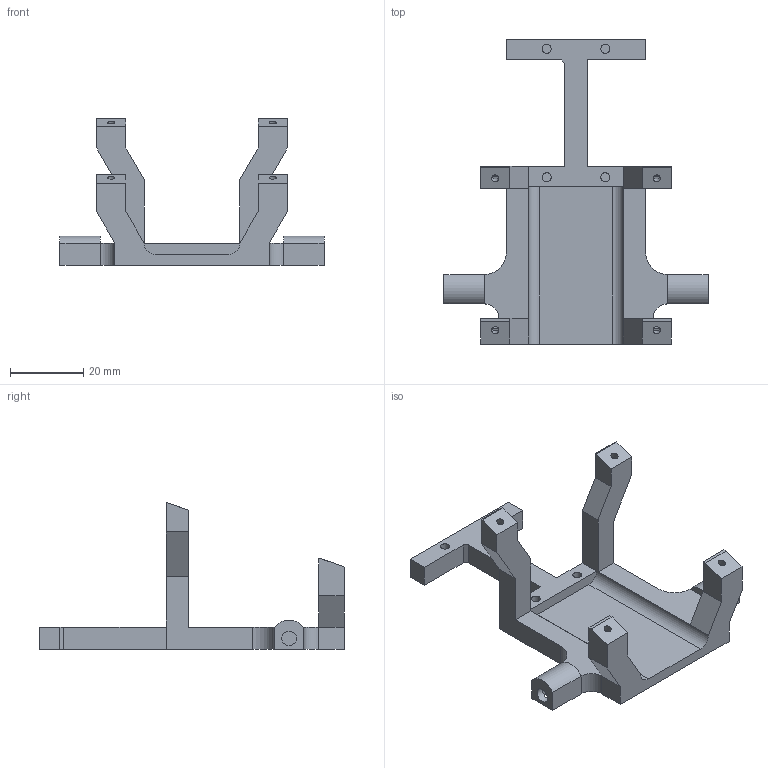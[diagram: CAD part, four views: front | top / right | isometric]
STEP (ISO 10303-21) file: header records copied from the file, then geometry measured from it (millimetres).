
FILE_DESCRIPTION(('FreeCAD Model'),'2;1');
FILE_NAME('Open CASCADE Shape Model','2022-05-20T14:34:59',('Author'),( ''),'Open CASCADE STEP processor 7.5','FreeCAD','Unknown');
FILE_SCHEMA(('AUTOMOTIVE_DESIGN { 1 0 10303 214 1 1 1 1 }'));
Length unit declared in the file: millimetre
Products named in the file (1): Chamfer
Bounding box: 72 x 83 x 40 mm (x, y, z)
Volume: 16476.6 mm3; surface area: 11255.3 mm2
Topology: 1 solids, 1 shells, 162 faces, 416 edges, 272 vertices
Faces by surface type: plane 138, cylinder 24
Full cylindrical faces by diameter (mm): 2 x8, 2.5 x4, 4 x4
Entity records: 10247 total; most frequent: CARTESIAN_POINT 1908, DIRECTION 1487, LINE 1035, VECTOR 1035, ORIENTED_EDGE 832, PCURVE 832, DEFINITIONAL_REPRESENTATION 832, EDGE_CURVE 416
